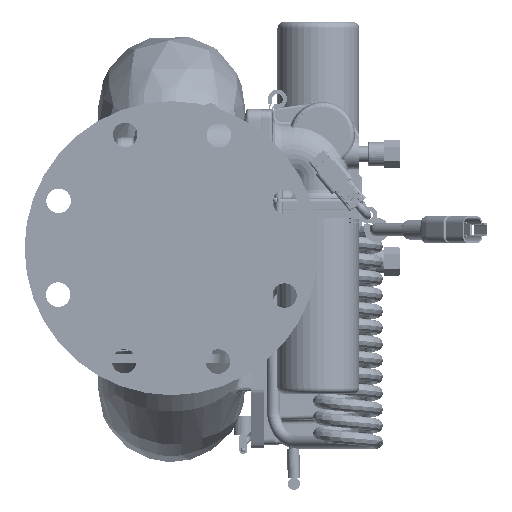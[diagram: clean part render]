
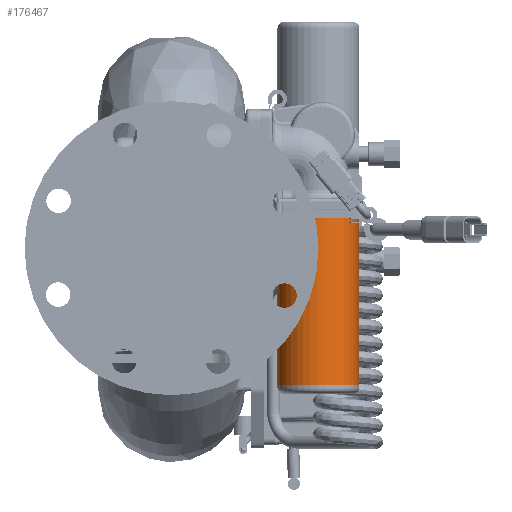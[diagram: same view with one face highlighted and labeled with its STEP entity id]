
A CAD part, front view. The second image highlights one B-rep face of the part: STEP entity #176467.
In plain terms, the highlighted cylindrical face has radius 31.75 mm (diameter 63.5 mm), a partial arc.
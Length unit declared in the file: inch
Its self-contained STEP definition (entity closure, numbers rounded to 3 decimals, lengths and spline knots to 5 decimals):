
#19310 = CARTESIAN_POINT ( 'NONE',  ( 5.74204, 4.76727, -4.202 ) ) ;
#27993 = DIRECTION ( 'NONE',  ( 0., 0., 1. ) ) ;
#37271 = ORIENTED_EDGE ( 'NONE', *, *, #229153, .T. ) ;
#39727 = VERTEX_POINT ( 'NONE', #19310 ) ;
#53361 = VERTEX_POINT ( 'NONE', #133204 ) ;
#65345 = DIRECTION ( 'NONE',  ( 0., 0., 1. ) ) ;
#68967 = CYLINDRICAL_SURFACE ( 'NONE', #181645, 1.25 ) ;
#86045 = DIRECTION ( 'NONE',  ( 0., 0., 1. ) ) ;
#86677 = DIRECTION ( 'NONE',  ( 0., 0., 1. ) ) ;
#95755 = CARTESIAN_POINT ( 'NONE',  ( 3.2429, 4.83271, -4.202 ) ) ;
#97677 = ORIENTED_EDGE ( 'NONE', *, *, #162868, .F. ) ;
#112752 = CARTESIAN_POINT ( 'NONE',  ( 4.49247, 4.79999, 1.32208 ) ) ;
#132258 = ORIENTED_EDGE ( 'NONE', *, *, #307602, .T. ) ;
#132549 = LINE ( 'NONE', #165654, #265264 ) ;
#133204 = CARTESIAN_POINT ( 'NONE',  ( 3.2429, 4.83271, 0.923 ) ) ;
#135313 = CARTESIAN_POINT ( 'NONE',  ( 4.49247, 4.79999, -4.202 ) ) ;
#150651 = CIRCLE ( 'NONE', #299464, 1.25 ) ;
#160225 = VERTEX_POINT ( 'NONE', #95755 ) ;
#162034 = DIRECTION ( 'NONE',  ( 1., -0.026, 0. ) ) ;
#162868 = EDGE_CURVE ( 'NONE', #160225, #53361, #322559, .T. ) ;
#165654 = CARTESIAN_POINT ( 'NONE',  ( 5.74204, 4.76727, 1.32208 ) ) ;
#176467 = ADVANCED_FACE ( 'NONE', ( #210128 ), #68967, .T. ) ;
#181538 = VECTOR ( 'NONE', #27993, 39.37008 ) ;
#181645 = AXIS2_PLACEMENT_3D ( 'NONE', #112752, #86045, #271627 ) ;
#210128 = FACE_OUTER_BOUND ( 'NONE', #314640, .T. ) ;
#224285 = CARTESIAN_POINT ( 'NONE',  ( 4.49247, 4.79999, 0.923 ) ) ;
#228149 = EDGE_CURVE ( 'NONE', #53361, #255582, #233679, .T. ) ;
#228369 = ORIENTED_EDGE ( 'NONE', *, *, #228149, .F. ) ;
#229153 = EDGE_CURVE ( 'NONE', #39727, #255582, #132549, .T. ) ;
#233679 = CIRCLE ( 'NONE', #280697, 1.25 ) ;
#250955 = DIRECTION ( 'NONE',  ( 1., -0.026, 0. ) ) ;
#255582 = VERTEX_POINT ( 'NONE', #333113 ) ;
#265264 = VECTOR ( 'NONE', #86677, 39.37008 ) ;
#271627 = DIRECTION ( 'NONE',  ( 1., -0.026, 0. ) ) ;
#280697 = AXIS2_PLACEMENT_3D ( 'NONE', #224285, #65345, #250955 ) ;
#292394 = CARTESIAN_POINT ( 'NONE',  ( 3.2429, 4.83271, 1.32208 ) ) ;
#299464 = AXIS2_PLACEMENT_3D ( 'NONE', #135313, #320729, #162034 ) ;
#307602 = EDGE_CURVE ( 'NONE', #160225, #39727, #150651, .T. ) ;
#314640 = EDGE_LOOP ( 'NONE', ( #97677, #132258, #37271, #228369 ) ) ;
#320729 = DIRECTION ( 'NONE',  ( 0., 0., 1. ) ) ;
#322559 = LINE ( 'NONE', #292394, #181538 ) ;
#333113 = CARTESIAN_POINT ( 'NONE',  ( 5.74204, 4.76727, 0.923 ) ) ;
